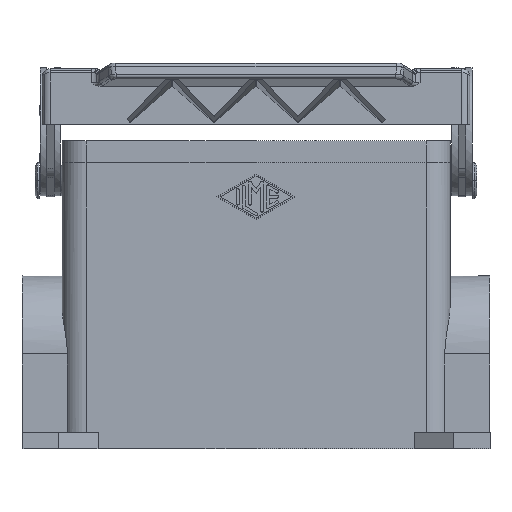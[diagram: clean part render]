
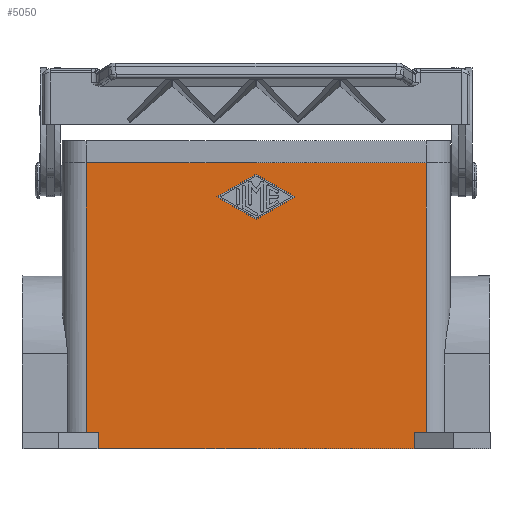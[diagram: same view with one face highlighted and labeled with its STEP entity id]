
A CAD part, front view. The second image highlights one B-rep face of the part: STEP entity #5050.
In plain terms, the highlighted planar face has unit normal (0, -1, 0).
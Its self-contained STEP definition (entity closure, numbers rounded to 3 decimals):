
#4208=CARTESIAN_POINT('',(-9.75,-21.75,15.));
#4209=VERTEX_POINT('',#4208);
#4216=CARTESIAN_POINT('',(0.,-21.75,9.375));
#4217=VERTEX_POINT('',#4216);
#4218=CARTESIAN_POINT('',(0.,-21.75,9.375));
#4219=DIRECTION('',(-0.866,0.0,0.5));
#4220=VECTOR('',#4219,11.256);
#4221=LINE('',#4218,#4220);
#4222=EDGE_CURVE('',#4217,#4209,#4221,.T.);
#4247=CARTESIAN_POINT('',(9.75,-21.75,15.));
#4248=VERTEX_POINT('',#4247);
#4249=CARTESIAN_POINT('',(9.75,-21.75,15.));
#4250=DIRECTION('',(-0.866,0.0,-0.5));
#4251=VECTOR('',#4250,11.256);
#4252=LINE('',#4249,#4251);
#4253=EDGE_CURVE('',#4248,#4217,#4252,.T.);
#4278=CARTESIAN_POINT('',(0.,-21.75,20.625));
#4279=VERTEX_POINT('',#4278);
#4280=CARTESIAN_POINT('',(0.,-21.75,20.625));
#4281=DIRECTION('',(0.866,0.0,-0.5));
#4282=VECTOR('',#4281,11.256);
#4283=LINE('',#4280,#4282);
#4284=EDGE_CURVE('',#4279,#4248,#4283,.T.);
#4307=CARTESIAN_POINT('',(-9.75,-21.75,15.));
#4308=DIRECTION('',(0.866,0.0,0.5));
#4309=VECTOR('',#4308,11.256);
#4310=LINE('',#4307,#4309);
#4311=EDGE_CURVE('',#4209,#4279,#4310,.T.);
#4973=CARTESIAN_POINT('',(39.5,-21.75,-48.0));
#4974=DIRECTION('',(0.0,-1.0,0.0));
#4975=DIRECTION('',(0.0,0.0,-1.0));
#4976=AXIS2_PLACEMENT_3D('',#4973,#4974,#4975);
#4977=PLANE('',#4976);
#4978=CARTESIAN_POINT('',(-39.5,-21.75,-48.0));
#4979=VERTEX_POINT('',#4978);
#4980=CARTESIAN_POINT('',(-39.5,-21.75,-44.));
#4981=VERTEX_POINT('',#4980);
#4982=CARTESIAN_POINT('',(-39.5,-21.75,-48.0));
#4983=DIRECTION('',(0.0,0.0,1.0));
#4984=VECTOR('',#4983,4.);
#4985=LINE('',#4982,#4984);
#4986=EDGE_CURVE('',#4979,#4981,#4985,.T.);
#4987=ORIENTED_EDGE('',*,*,#4986,.F.);
#4988=CARTESIAN_POINT('',(39.5,-21.75,-48.0));
#4989=VERTEX_POINT('',#4988);
#4990=CARTESIAN_POINT('',(39.5,-21.75,-48.0));
#4991=DIRECTION('',(-1.0,0.0,0.0));
#4992=VECTOR('',#4991,79.0);
#4993=LINE('',#4990,#4992);
#4994=EDGE_CURVE('',#4989,#4979,#4993,.T.);
#4995=ORIENTED_EDGE('',*,*,#4994,.F.);
#4996=CARTESIAN_POINT('',(39.5,-21.75,-44.));
#4997=VERTEX_POINT('',#4996);
#4998=CARTESIAN_POINT('',(39.5,-21.75,-48.0));
#4999=DIRECTION('',(0.0,0.0,1.0));
#5000=VECTOR('',#4999,4.);
#5001=LINE('',#4998,#5000);
#5002=EDGE_CURVE('',#4989,#4997,#5001,.T.);
#5003=ORIENTED_EDGE('',*,*,#5002,.T.);
#5004=CARTESIAN_POINT('',(42.5,-21.75,-44.));
#5005=VERTEX_POINT('',#5004);
#5006=CARTESIAN_POINT('',(42.5,-21.75,-44.));
#5007=DIRECTION('',(-1.0,0.0,0.0));
#5008=VECTOR('',#5007,3.0);
#5009=LINE('',#5006,#5008);
#5010=EDGE_CURVE('',#5005,#4997,#5009,.T.);
#5011=ORIENTED_EDGE('',*,*,#5010,.F.);
#5012=CARTESIAN_POINT('',(42.5,-21.75,23.5));
#5013=VERTEX_POINT('',#5012);
#5014=CARTESIAN_POINT('',(42.5,-21.75,-44.));
#5015=DIRECTION('',(0.0,0.0,1.0));
#5016=VECTOR('',#5015,67.5);
#5017=LINE('',#5014,#5016);
#5018=EDGE_CURVE('',#5005,#5013,#5017,.T.);
#5019=ORIENTED_EDGE('',*,*,#5018,.T.);
#5020=CARTESIAN_POINT('',(-42.5,-21.75,23.5));
#5021=VERTEX_POINT('',#5020);
#5022=CARTESIAN_POINT('',(42.5,-21.75,23.5));
#5023=DIRECTION('',(-1.0,0.0,0.0));
#5024=VECTOR('',#5023,85.0);
#5025=LINE('',#5022,#5024);
#5026=EDGE_CURVE('',#5013,#5021,#5025,.T.);
#5027=ORIENTED_EDGE('',*,*,#5026,.T.);
#5028=CARTESIAN_POINT('',(-42.5,-21.75,-44.));
#5029=VERTEX_POINT('',#5028);
#5030=CARTESIAN_POINT('',(-42.5,-21.75,-44.));
#5031=DIRECTION('',(0.0,0.0,1.0));
#5032=VECTOR('',#5031,67.5);
#5033=LINE('',#5030,#5032);
#5034=EDGE_CURVE('',#5029,#5021,#5033,.T.);
#5035=ORIENTED_EDGE('',*,*,#5034,.F.);
#5036=CARTESIAN_POINT('',(-39.5,-21.75,-44.));
#5037=DIRECTION('',(-1.0,0.0,0.0));
#5038=VECTOR('',#5037,3.0);
#5039=LINE('',#5036,#5038);
#5040=EDGE_CURVE('',#4981,#5029,#5039,.T.);
#5041=ORIENTED_EDGE('',*,*,#5040,.F.);
#5042=EDGE_LOOP('',(#4987,#4995,#5003,#5011,#5019,#5027,#5035,#5041));
#5043=FACE_OUTER_BOUND('',#5042,.T.);
#5044=ORIENTED_EDGE('',*,*,#4222,.T.);
#5045=ORIENTED_EDGE('',*,*,#4311,.T.);
#5046=ORIENTED_EDGE('',*,*,#4284,.T.);
#5047=ORIENTED_EDGE('',*,*,#4253,.T.);
#5048=EDGE_LOOP('',(#5044,#5045,#5046,#5047));
#5049=FACE_BOUND('',#5048,.T.);
#5050=ADVANCED_FACE('',(#5043,#5049),#4977,.T.);
